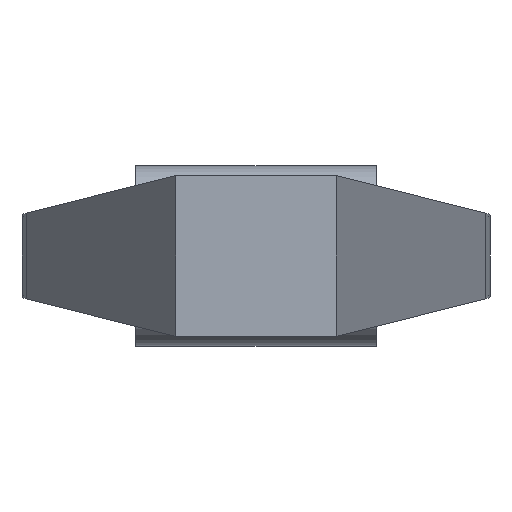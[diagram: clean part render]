
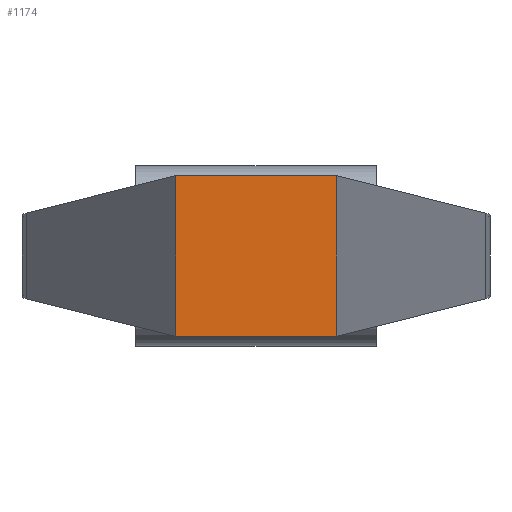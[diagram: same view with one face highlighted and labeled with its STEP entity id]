
A CAD part, front view. The second image highlights one B-rep face of the part: STEP entity #1174.
In plain terms, the highlighted planar face has unit normal (0, -1, 0).
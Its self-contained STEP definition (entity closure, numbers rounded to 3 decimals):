
#69 = DIRECTION ( 'NONE',  ( 0., 0., 1. ) ) ;
#78 = EDGE_LOOP ( 'NONE', ( #4111, #7143, #6532, #8427 ) ) ;
#1174 = ADVANCED_FACE ( 'NONE', ( #6908 ), #3914, .F. ) ;
#1347 = VERTEX_POINT ( 'NONE', #6799 ) ;
#1393 = VERTEX_POINT ( 'NONE', #7098 ) ;
#1512 = EDGE_CURVE ( 'NONE', #7226, #1347, #1831, .T. ) ;
#1831 = LINE ( 'NONE', #9725, #10833 ) ;
#3017 = CARTESIAN_POINT ( 'NONE',  ( 0., -500., 0. ) ) ;
#3625 = VERTEX_POINT ( 'NONE', #6428 ) ;
#3914 = PLANE ( 'NONE',  #3980 ) ;
#3980 = AXIS2_PLACEMENT_3D ( 'NONE', #3017, #10114, #10992 ) ;
#4017 = VECTOR ( 'NONE', #69, 1000. ) ;
#4111 = ORIENTED_EDGE ( 'NONE', *, *, #6681, .F. ) ;
#4639 = VECTOR ( 'NONE', #9895, 1000. ) ;
#5395 = EDGE_CURVE ( 'NONE', #3625, #1393, #9742, .T. ) ;
#5516 = CARTESIAN_POINT ( 'NONE',  ( -6., -500., 6. ) ) ;
#5937 = CARTESIAN_POINT ( 'NONE',  ( 6., -500., -6. ) ) ;
#6334 = CARTESIAN_POINT ( 'NONE',  ( 6., -500., 6. ) ) ;
#6362 = DIRECTION ( 'NONE',  ( 0., 0., -1. ) ) ;
#6428 = CARTESIAN_POINT ( 'NONE',  ( -6., -500., 6. ) ) ;
#6532 = ORIENTED_EDGE ( 'NONE', *, *, #9769, .F. ) ;
#6681 = EDGE_CURVE ( 'NONE', #1393, #7226, #8600, .T. ) ;
#6799 = CARTESIAN_POINT ( 'NONE',  ( -6., -500., -6. ) ) ;
#6908 = FACE_OUTER_BOUND ( 'NONE', #78, .T. ) ;
#6994 = DIRECTION ( 'NONE',  ( -1., 0., 0. ) ) ;
#7098 = CARTESIAN_POINT ( 'NONE',  ( 6., -500., 6. ) ) ;
#7143 = ORIENTED_EDGE ( 'NONE', *, *, #5395, .F. ) ;
#7226 = VERTEX_POINT ( 'NONE', #5937 ) ;
#7859 = LINE ( 'NONE', #5516, #4017 ) ;
#8427 = ORIENTED_EDGE ( 'NONE', *, *, #1512, .F. ) ;
#8600 = LINE ( 'NONE', #9027, #9847 ) ;
#9027 = CARTESIAN_POINT ( 'NONE',  ( 6., -500., -6. ) ) ;
#9725 = CARTESIAN_POINT ( 'NONE',  ( -6., -500., -6. ) ) ;
#9742 = LINE ( 'NONE', #6334, #4639 ) ;
#9769 = EDGE_CURVE ( 'NONE', #1347, #3625, #7859, .T. ) ;
#9847 = VECTOR ( 'NONE', #6362, 1000. ) ;
#9895 = DIRECTION ( 'NONE',  ( 1., 0., 0. ) ) ;
#10114 = DIRECTION ( 'NONE',  ( 0., 1., 0. ) ) ;
#10833 = VECTOR ( 'NONE', #6994, 1000. ) ;
#10992 = DIRECTION ( 'NONE',  ( 0., 0., 1. ) ) ;
